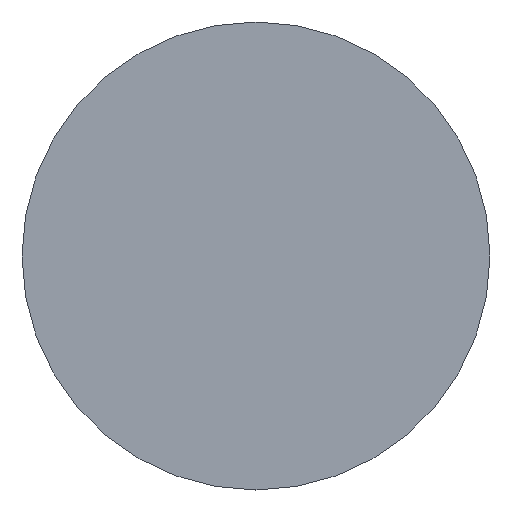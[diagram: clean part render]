
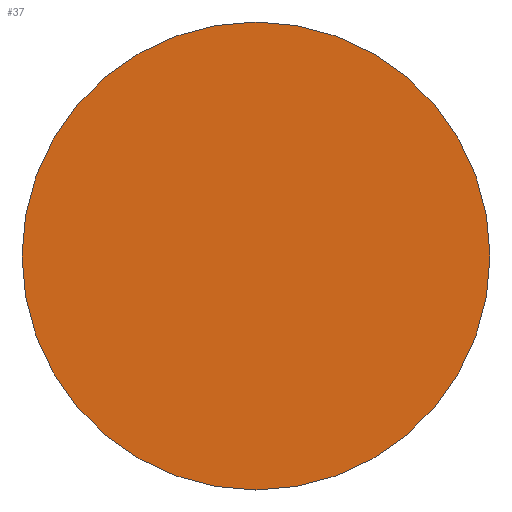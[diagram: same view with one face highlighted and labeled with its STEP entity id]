
A CAD part, left-side view. The second image highlights one B-rep face of the part: STEP entity #37.
In plain terms, the highlighted planar face has unit normal (-1, 0, 0).
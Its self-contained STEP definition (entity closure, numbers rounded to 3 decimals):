
#6 = PLANE ( 'NONE',  #52 ) ;
#10 = CARTESIAN_POINT ( 'NONE',  ( 46.585, 36.023, 0. ) ) ;
#15 = AXIS2_PLACEMENT_3D ( 'NONE', #49, #133, #160 ) ;
#21 = CARTESIAN_POINT ( 'NONE',  ( 46.585, 26.023, 0. ) ) ;
#22 = DIRECTION ( 'NONE',  ( 0., 1., 0. ) ) ;
#25 = DIRECTION ( 'NONE',  ( 0., -1., 0. ) ) ;
#35 = EDGE_CURVE ( 'NONE', #121, #60, #70, .T. ) ;
#37 = ADVANCED_FACE ( 'NONE', ( #108 ), #6, .F. ) ;
#49 = CARTESIAN_POINT ( 'NONE',  ( 46.585, 26.023, 0. ) ) ;
#51 = CARTESIAN_POINT ( 'NONE',  ( 46.585, 26.023, 0. ) ) ;
#52 = AXIS2_PLACEMENT_3D ( 'NONE', #21, #151, #22 ) ;
#60 = VERTEX_POINT ( 'NONE', #123 ) ;
#70 = CIRCLE ( 'NONE', #15, 10. ) ;
#80 = EDGE_CURVE ( 'NONE', #60, #121, #117, .T. ) ;
#97 = AXIS2_PLACEMENT_3D ( 'NONE', #51, #110, #25 ) ;
#102 = ORIENTED_EDGE ( 'NONE', *, *, #35, .T. ) ;
#108 = FACE_OUTER_BOUND ( 'NONE', #114, .T. ) ;
#109 = ORIENTED_EDGE ( 'NONE', *, *, #80, .T. ) ;
#110 = DIRECTION ( 'NONE',  ( -1., 0., 0. ) ) ;
#114 = EDGE_LOOP ( 'NONE', ( #109, #102 ) ) ;
#117 = CIRCLE ( 'NONE', #97, 10. ) ;
#121 = VERTEX_POINT ( 'NONE', #10 ) ;
#123 = CARTESIAN_POINT ( 'NONE',  ( 46.585, 16.023, 0. ) ) ;
#133 = DIRECTION ( 'NONE',  ( -1., 0., 0. ) ) ;
#151 = DIRECTION ( 'NONE',  ( 1., 0., 0. ) ) ;
#160 = DIRECTION ( 'NONE',  ( 0., -1., 0. ) ) ;
